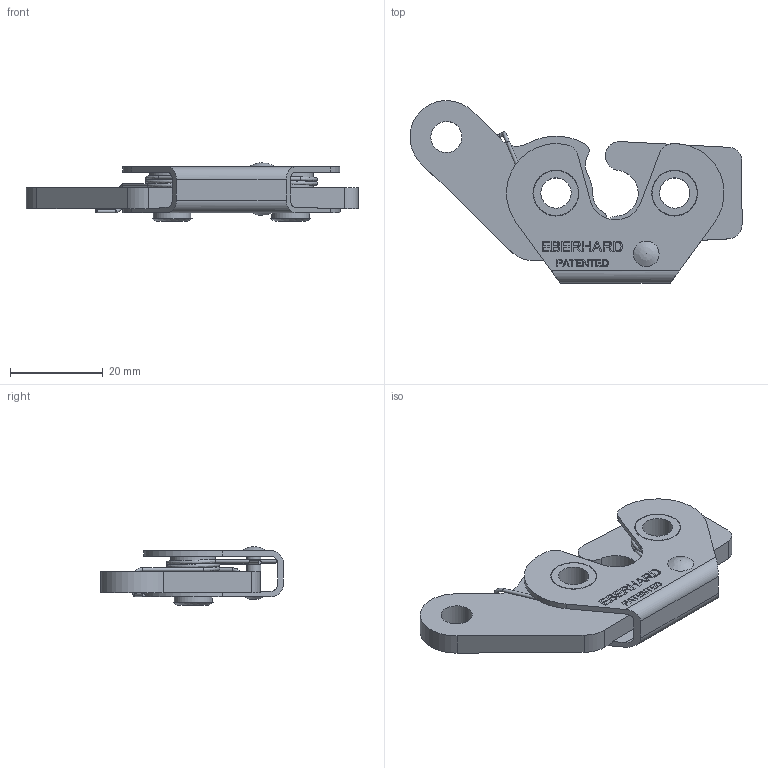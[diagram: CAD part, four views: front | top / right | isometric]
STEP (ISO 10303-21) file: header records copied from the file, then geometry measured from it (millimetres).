
FILE_DESCRIPTION((''),'2;1');
FILE_NAME('200.stp','2013-11-20T15:34:26',('fredp'),(''),'Autodesk Inventor 2013','Autodesk Inventor 2013','');
FILE_SCHEMA(('AUTOMOTIVE_DESIGN { 1 0 10303 214 1 1 1 1 }'));
Length unit declared in the file: inch
Products named in the file (1): 200
Bounding box: 71.62 x 39.41 x 12.59 mm (x, y, z)
Volume: 8624.1 mm3; surface area: 8490.3 mm2
Topology: 1 solids, 1 shells, 589 faces, 1571 edges, 1049 vertices
Faces by surface type: plane 419, bspline 110, cylinder 56, torus 4
Full cylindrical faces by diameter (mm): 0.762 x7, 3.061 x1, 3.213 x2, 6.528 x2, 6.731 x1, 8.192 x2, 9.716 x2, 9.906 x2, 9.97 x2
Entity records: 20165 total; most frequent: CARTESIAN_POINT 5638, ORIENTED_EDGE 3050, DIRECTION 2405, EDGE_CURVE 1525, VECTOR 1175, LINE 1175, VERTEX_POINT 1034, EDGE_LOOP 699
